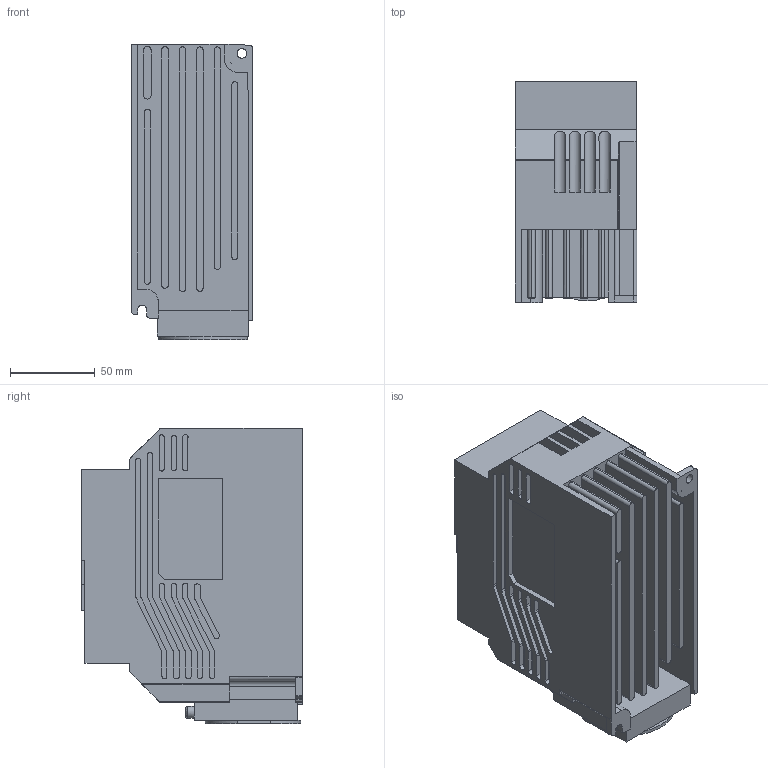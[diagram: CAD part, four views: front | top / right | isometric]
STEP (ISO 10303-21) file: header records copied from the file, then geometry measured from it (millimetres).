
FILE_DESCRIPTION (( 'STEP AP214' ), '1' );
FILE_NAME ('A400-21E0040IP20F_Ïðåîáðàçîâàòåëü ÷àñòîòû A400 220Â, 1Ô 0,4 kW 2,5À ñåðèè ONI .STEP', '2019-03-01T06:16:58', ( '' ), ( '' ), 'SwSTEP 2.0', 'SolidWorks 2014', '' );
FILE_SCHEMA (( 'AUTOMOTIVE_DESIGN' ));
Length unit declared in the file: millimetre
Products named in the file (2): A400-21E0040IP20F_Ïðåîáðàçîâàòåëü ÷àñòîòû A400  220Â, 1Ô 0,4 kW 2,5À ñåðèè ONI 
Bounding box: 72 x 130.6 x 174.5 mm (x, y, z)
Volume: 1037202.7 mm3; surface area: 182886 mm2
Topology: 1 solids, 1 shells, 526 faces, 1412 edges, 938 vertices
Faces by surface type: plane 320, cylinder 202, bspline 4
Entity records: 27762 total; most frequent: CARTESIAN_POINT 9682, ORIENTED_EDGE 2824, DIRECTION 2008, EDGE_CURVE 1412, VERTEX_POINT 938, VECTOR 886, LINE 886, EDGE_LOOP 580
